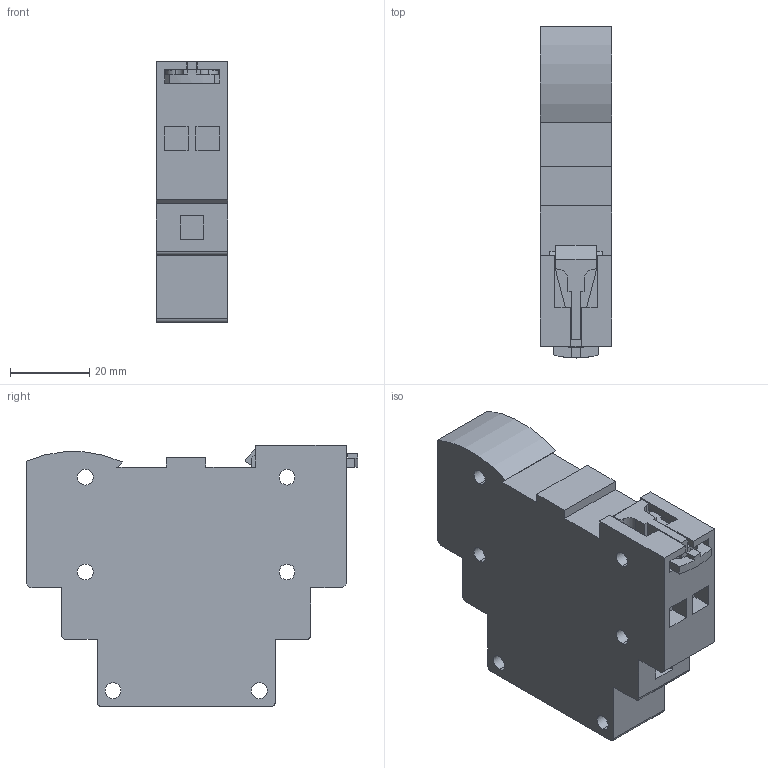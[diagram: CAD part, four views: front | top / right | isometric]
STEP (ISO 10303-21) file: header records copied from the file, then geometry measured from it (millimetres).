
FILE_DESCRIPTION (( 'STEP AP203' ), '1' );
FILE_NAME ('Êîíòàêòîð ìîäóëüíûé ÊÌ EKF PROxima ÊÌ1.STEP', '2016-11-25T12:03:30', ( '' ), ( '' ), 'SwSTEP 2.0', 'SolidWorks 2014', '' );
FILE_SCHEMA (( 'CONFIG_CONTROL_DESIGN' ));
Length unit declared in the file: millimetre
Products named in the file (5): Êîíòàêòîð ìîäóëüíûé ÊÌ EKF PROxima ÊÌ1; øëÿïêà âèíòà(02); 櫻蠉錪1; 櫻蠉錪2
Assembly tree (9 placements, depth 2):
  Êîíòàêòîð ìîäóëüíûé ÊÌ EKF PROxima ÊÌ1
    Êîíòàêòîð ìîäóëüíûé ÊÌ EKF PROxima ÊÌ1
    øëÿïêà âèíòà(02)  x6
    櫻蠉錪1
    櫻蠉錪2
Bounding box: 18 x 83.95 x 66 mm (x, y, z)
Volume: 73246.6 mm3; surface area: 18484.6 mm2
Topology: 9 solids, 9 shells, 277 faces, 729 edges, 486 vertices
Faces by surface type: plane 225, cylinder 52
Entity records: 6752 total; most frequent: CARTESIAN_POINT 1074, ORIENTED_EDGE 1038, DIRECTION 1029, EDGE_CURVE 519, VECTOR 427, LINE 427, VERTEX_POINT 346, AXIS2_PLACEMENT_3D 301
